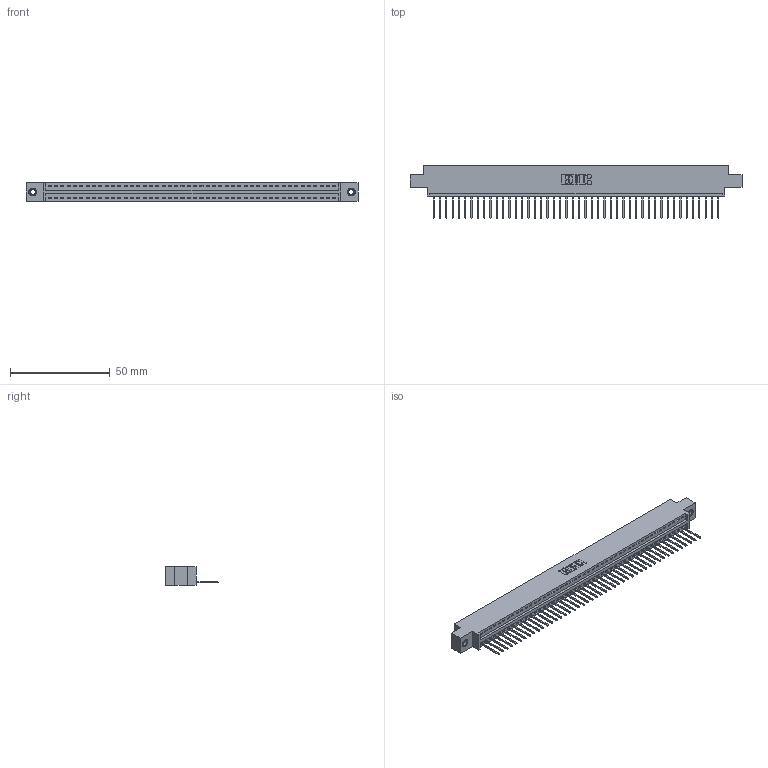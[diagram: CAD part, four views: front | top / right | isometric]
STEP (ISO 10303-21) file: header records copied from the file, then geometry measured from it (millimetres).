
FILE_DESCRIPTION (( 'STEP AP203' ), '1' );
FILE_NAME ('346-046-522-607.STEP', '2022-05-09T19:59:53', ( '' ), ( '' ), 'SwSTEP 2.0', 'SolidWorks 2020', '' );
FILE_SCHEMA (( 'CONFIG_CONTROL_DESIGN' ));
Length unit declared in the file: inch
Products named in the file (4): 346-046-522-607; 346 Part_0.170 Offset - 0.156 Dia-TI; 345-292-001_345-293-122; 345-250-001_345-250-005-103
Assembly tree (49 placements, depth 2):
  346-046-522-607
    346 Part_0.170 Offset - 0.156 Dia-TI
    345-292-001_345-293-122  x46
    345-250-001_345-250-005-103  x2
Bounding box: 166.62 x 26.42 x 9.4 mm (x, y, z)
Volume: 15814.8 mm3; surface area: 20173.9 mm2
Topology: 49 solids, 49 shells, 2854 faces, 8573 edges, 5646 vertices
Faces by surface type: plane 1952, cylinder 886, cone 12, torus 4
Entity records: 29346 total; most frequent: CARTESIAN_POINT 5013, ORIENTED_EDGE 4986, DIRECTION 4443, EDGE_CURVE 2493, VECTOR 2157, LINE 2157, VERTEX_POINT 1656, AXIS2_PLACEMENT_3D 1143
